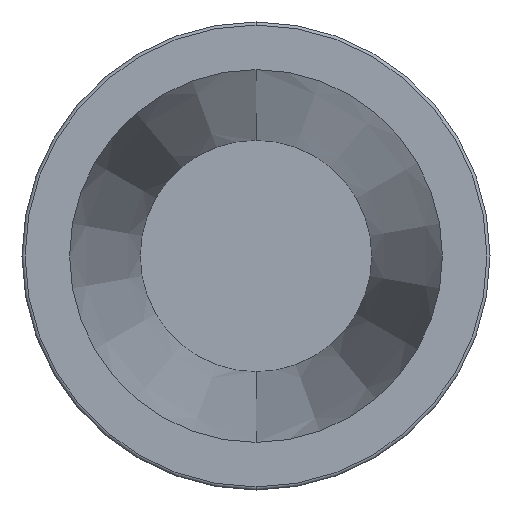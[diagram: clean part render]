
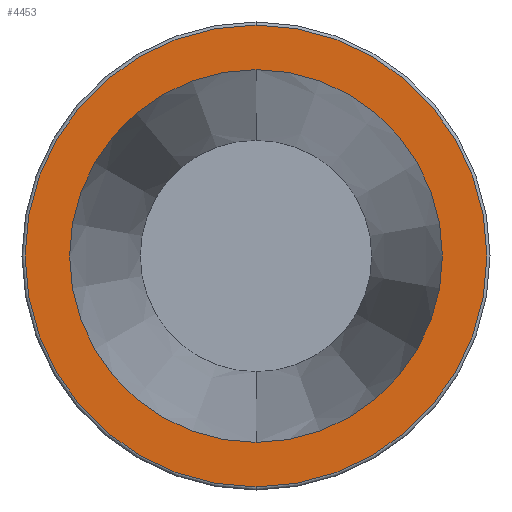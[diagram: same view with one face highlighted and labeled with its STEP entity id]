
A CAD part, front view. The second image highlights one B-rep face of the part: STEP entity #4453.
In plain terms, the highlighted planar face has unit normal (0, -1, 0).
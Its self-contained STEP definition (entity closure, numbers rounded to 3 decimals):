
#28 = CARTESIAN_POINT ( 'NONE',  ( 0., 0., 5.973 ) ) ;
#353 = ORIENTED_EDGE ( 'NONE', *, *, #6541, .T. ) ;
#376 = FACE_BOUND ( 'NONE', #643, .T. ) ;
#414 = PLANE ( 'NONE',  #6966 ) ;
#514 = CARTESIAN_POINT ( 'NONE',  ( 0., 0., 0. ) ) ;
#643 = EDGE_LOOP ( 'NONE', ( #6762, #5774 ) ) ;
#748 = DIRECTION ( 'NONE',  ( 0., 0., 1. ) ) ;
#1119 = EDGE_CURVE ( 'NONE', #4845, #3732, #3262, .T. ) ;
#1146 = CIRCLE ( 'NONE', #6864, 7.399 ) ;
#1855 = CARTESIAN_POINT ( 'NONE',  ( 0., 0., 0. ) ) ;
#2147 = EDGE_CURVE ( 'NONE', #7133, #5363, #1146, .T. ) ;
#2285 = DIRECTION ( 'NONE',  ( 0., 1., 0. ) ) ;
#2398 = CARTESIAN_POINT ( 'NONE',  ( 0., 0., -5.973 ) ) ;
#2498 = EDGE_CURVE ( 'NONE', #3732, #4845, #4534, .T. ) ;
#2507 = DIRECTION ( 'NONE',  ( 0., 0., -1. ) ) ;
#2993 = DIRECTION ( 'NONE',  ( 0., 0., -1. ) ) ;
#2994 = DIRECTION ( 'NONE',  ( 0., 0., 1. ) ) ;
#3034 = FACE_OUTER_BOUND ( 'NONE', #5613, .T. ) ;
#3262 = CIRCLE ( 'NONE', #4311, 5.973 ) ;
#3352 = AXIS2_PLACEMENT_3D ( 'NONE', #514, #3721, #2507 ) ;
#3721 = DIRECTION ( 'NONE',  ( 0., -1., 0. ) ) ;
#3732 = VERTEX_POINT ( 'NONE', #2398 ) ;
#4189 = CARTESIAN_POINT ( 'NONE',  ( 0., 0., 0. ) ) ;
#4231 = DIRECTION ( 'NONE',  ( 0., -1., 0. ) ) ;
#4311 = AXIS2_PLACEMENT_3D ( 'NONE', #4189, #4231, #2993 ) ;
#4380 = ORIENTED_EDGE ( 'NONE', *, *, #2147, .T. ) ;
#4453 = ADVANCED_FACE ( 'NONE', ( #3034, #376 ), #414, .F. ) ;
#4534 = CIRCLE ( 'NONE', #3352, 5.973 ) ;
#4644 = AXIS2_PLACEMENT_3D ( 'NONE', #5908, #7698, #748 ) ;
#4845 = VERTEX_POINT ( 'NONE', #28 ) ;
#5363 = VERTEX_POINT ( 'NONE', #6234 ) ;
#5438 = CIRCLE ( 'NONE', #4644, 7.399 ) ;
#5613 = EDGE_LOOP ( 'NONE', ( #353, #4380 ) ) ;
#5627 = DIRECTION ( 'NONE',  ( 0., 0., 1. ) ) ;
#5774 = ORIENTED_EDGE ( 'NONE', *, *, #1119, .F. ) ;
#5839 = CARTESIAN_POINT ( 'NONE',  ( 0., 0., -7.399 ) ) ;
#5908 = CARTESIAN_POINT ( 'NONE',  ( 0., 0., 0. ) ) ;
#6234 = CARTESIAN_POINT ( 'NONE',  ( 0., 0., 7.399 ) ) ;
#6337 = DIRECTION ( 'NONE',  ( 0., -1., 0. ) ) ;
#6541 = EDGE_CURVE ( 'NONE', #5363, #7133, #5438, .T. ) ;
#6762 = ORIENTED_EDGE ( 'NONE', *, *, #2498, .F. ) ;
#6864 = AXIS2_PLACEMENT_3D ( 'NONE', #1855, #6337, #5627 ) ;
#6966 = AXIS2_PLACEMENT_3D ( 'NONE', #7969, #2285, #2994 ) ;
#7133 = VERTEX_POINT ( 'NONE', #5839 ) ;
#7698 = DIRECTION ( 'NONE',  ( 0., -1., 0. ) ) ;
#7969 = CARTESIAN_POINT ( 'NONE',  ( 0., 0., 0. ) ) ;
